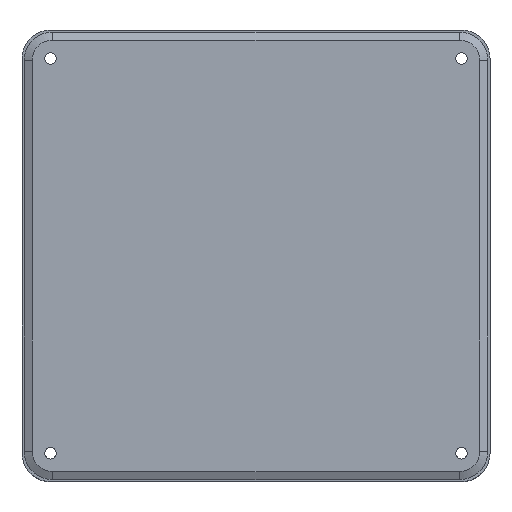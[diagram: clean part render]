
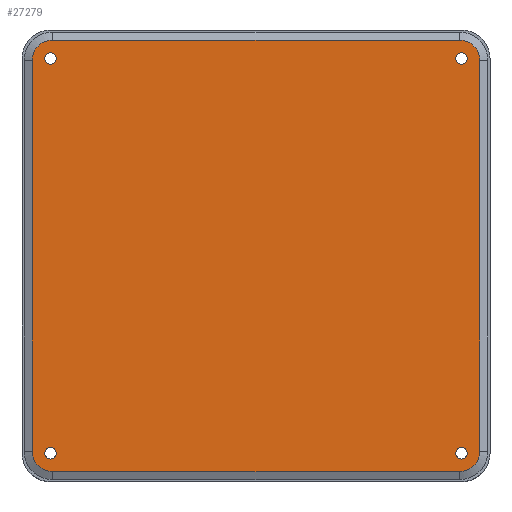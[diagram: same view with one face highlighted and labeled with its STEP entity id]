
A CAD part, top view. The second image highlights one B-rep face of the part: STEP entity #27279.
In plain terms, the highlighted planar face has unit normal (0, 0, 1).
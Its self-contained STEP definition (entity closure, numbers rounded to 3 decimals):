
#1516=CIRCLE('',#29697,5.);
#1518=CIRCLE('',#29701,5.);
#1520=CIRCLE('',#29705,5.);
#1522=CIRCLE('',#29709,5.);
#1525=CIRCLE('',#29718,1.42);
#1526=CIRCLE('',#29719,1.42);
#1527=CIRCLE('',#29720,1.42);
#1528=CIRCLE('',#29721,1.42);
#2146=FACE_BOUND('',#5390,.T.);
#2147=FACE_BOUND('',#5391,.T.);
#2148=FACE_BOUND('',#5392,.T.);
#2149=FACE_BOUND('',#5393,.T.);
#3651=FACE_OUTER_BOUND('',#5389,.T.);
#5389=EDGE_LOOP('',(#24305,#24306,#24307,#24308,#24309,#24310,#24311,#24312));
#5390=EDGE_LOOP('',(#24313));
#5391=EDGE_LOOP('',(#24314));
#5392=EDGE_LOOP('',(#24315));
#5393=EDGE_LOOP('',(#24316));
#7948=LINE('',#51816,#10523);
#7952=LINE('',#51828,#10527);
#7956=LINE('',#51840,#10531);
#7960=LINE('',#51851,#10535);
#10523=VECTOR('',#36926,10.);
#10527=VECTOR('',#36938,10.);
#10531=VECTOR('',#36950,10.);
#10535=VECTOR('',#36962,10.);
#12927=VERTEX_POINT('',#51806);
#12930=VERTEX_POINT('',#51811);
#12931=VERTEX_POINT('',#51815);
#12933=VERTEX_POINT('',#51821);
#12935=VERTEX_POINT('',#51827);
#12937=VERTEX_POINT('',#51833);
#12939=VERTEX_POINT('',#51839);
#12941=VERTEX_POINT('',#51845);
#12948=VERTEX_POINT('',#51872);
#12949=VERTEX_POINT('',#51874);
#12950=VERTEX_POINT('',#51876);
#12951=VERTEX_POINT('',#51878);
#16719=EDGE_CURVE('',#12930,#12927,#1516,.T.);
#16720=EDGE_CURVE('',#12927,#12931,#7948,.T.);
#16725=EDGE_CURVE('',#12931,#12933,#1518,.T.);
#16726=EDGE_CURVE('',#12933,#12935,#7952,.T.);
#16731=EDGE_CURVE('',#12935,#12937,#1520,.T.);
#16732=EDGE_CURVE('',#12937,#12939,#7956,.T.);
#16737=EDGE_CURVE('',#12939,#12941,#1522,.T.);
#16738=EDGE_CURVE('',#12941,#12930,#7960,.T.);
#16749=EDGE_CURVE('',#12948,#12948,#1525,.F.);
#16750=EDGE_CURVE('',#12949,#12949,#1526,.F.);
#16751=EDGE_CURVE('',#12950,#12950,#1527,.F.);
#16752=EDGE_CURVE('',#12951,#12951,#1528,.F.);
#24305=ORIENTED_EDGE('',*,*,#16719,.F.);
#24306=ORIENTED_EDGE('',*,*,#16738,.F.);
#24307=ORIENTED_EDGE('',*,*,#16737,.F.);
#24308=ORIENTED_EDGE('',*,*,#16732,.F.);
#24309=ORIENTED_EDGE('',*,*,#16731,.F.);
#24310=ORIENTED_EDGE('',*,*,#16726,.F.);
#24311=ORIENTED_EDGE('',*,*,#16725,.F.);
#24312=ORIENTED_EDGE('',*,*,#16720,.F.);
#24313=ORIENTED_EDGE('',*,*,#16749,.T.);
#24314=ORIENTED_EDGE('',*,*,#16750,.T.);
#24315=ORIENTED_EDGE('',*,*,#16751,.T.);
#24316=ORIENTED_EDGE('',*,*,#16752,.T.);
#25337=PLANE('',#29717);
#27279=ADVANCED_FACE('',(#3651,#2146,#2147,#2148,#2149),#25337,.T.);
#29697=AXIS2_PLACEMENT_3D('',#51813,#36922,#36923);
#29701=AXIS2_PLACEMENT_3D('',#51825,#36934,#36935);
#29705=AXIS2_PLACEMENT_3D('',#51837,#36946,#36947);
#29709=AXIS2_PLACEMENT_3D('',#51849,#36958,#36959);
#29717=AXIS2_PLACEMENT_3D('',#51871,#36983,#36984);
#29718=AXIS2_PLACEMENT_3D('',#51873,#36985,#36986);
#29719=AXIS2_PLACEMENT_3D('',#51875,#36987,#36988);
#29720=AXIS2_PLACEMENT_3D('',#51877,#36989,#36990);
#29721=AXIS2_PLACEMENT_3D('',#51879,#36991,#36992);
#36922=DIRECTION('center_axis',(0.,0.,-1.));
#36923=DIRECTION('ref_axis',(0.707,0.707,0.));
#36926=DIRECTION('',(0.,-1.,0.));
#36934=DIRECTION('center_axis',(0.,0.,-1.));
#36935=DIRECTION('ref_axis',(0.707,-0.707,0.));
#36938=DIRECTION('',(-1.,0.,0.));
#36946=DIRECTION('center_axis',(0.,0.,-1.));
#36947=DIRECTION('ref_axis',(-0.707,-0.707,0.));
#36950=DIRECTION('',(0.,1.,0.));
#36958=DIRECTION('center_axis',(0.,0.,-1.));
#36959=DIRECTION('ref_axis',(-0.707,0.707,0.));
#36962=DIRECTION('',(1.,0.,0.));
#36983=DIRECTION('center_axis',(0.,0.,1.));
#36984=DIRECTION('ref_axis',(-1.,0.,0.));
#36985=DIRECTION('center_axis',(0.,0.,1.));
#36986=DIRECTION('ref_axis',(-1.,0.,0.));
#36987=DIRECTION('center_axis',(0.,0.,1.));
#36988=DIRECTION('ref_axis',(-1.,0.,0.));
#36989=DIRECTION('center_axis',(0.,0.,1.));
#36990=DIRECTION('ref_axis',(-1.,0.,0.));
#36991=DIRECTION('center_axis',(0.,0.,1.));
#36992=DIRECTION('ref_axis',(-1.,0.,0.));
#51806=CARTESIAN_POINT('',(205.5,-67.79,32.3));
#51811=CARTESIAN_POINT('',(200.5,-62.79,32.3));
#51813=CARTESIAN_POINT('Origin',(200.5,-67.79,32.3));
#51815=CARTESIAN_POINT('',(205.5,-163.79,32.3));
#51816=CARTESIAN_POINT('',(205.5,-140.04,32.3));
#51821=CARTESIAN_POINT('',(200.5,-168.79,32.3));
#51825=CARTESIAN_POINT('Origin',(200.5,-163.79,32.3));
#51827=CARTESIAN_POINT('',(100.5,-168.79,32.3));
#51828=CARTESIAN_POINT('',(125.25,-168.79,32.3));
#51833=CARTESIAN_POINT('',(95.5,-163.79,32.3));
#51837=CARTESIAN_POINT('Origin',(100.5,-163.79,32.3));
#51839=CARTESIAN_POINT('',(95.5,-67.79,32.3));
#51840=CARTESIAN_POINT('',(95.5,-91.54,32.3));
#51845=CARTESIAN_POINT('',(100.5,-62.79,32.3));
#51849=CARTESIAN_POINT('Origin',(100.5,-67.79,32.3));
#51851=CARTESIAN_POINT('',(175.75,-62.79,32.3));
#51871=CARTESIAN_POINT('Origin',(150.5,-115.79,32.3));
#51872=CARTESIAN_POINT('',(101.42,-67.29,32.3));
#51873=CARTESIAN_POINT('Origin',(100.,-67.29,32.3));
#51874=CARTESIAN_POINT('',(202.42,-164.29,32.3));
#51875=CARTESIAN_POINT('Origin',(201.,-164.29,32.3));
#51876=CARTESIAN_POINT('',(202.42,-67.29,32.3));
#51877=CARTESIAN_POINT('Origin',(201.,-67.29,32.3));
#51878=CARTESIAN_POINT('',(101.42,-164.29,32.3));
#51879=CARTESIAN_POINT('Origin',(100.,-164.29,32.3));
